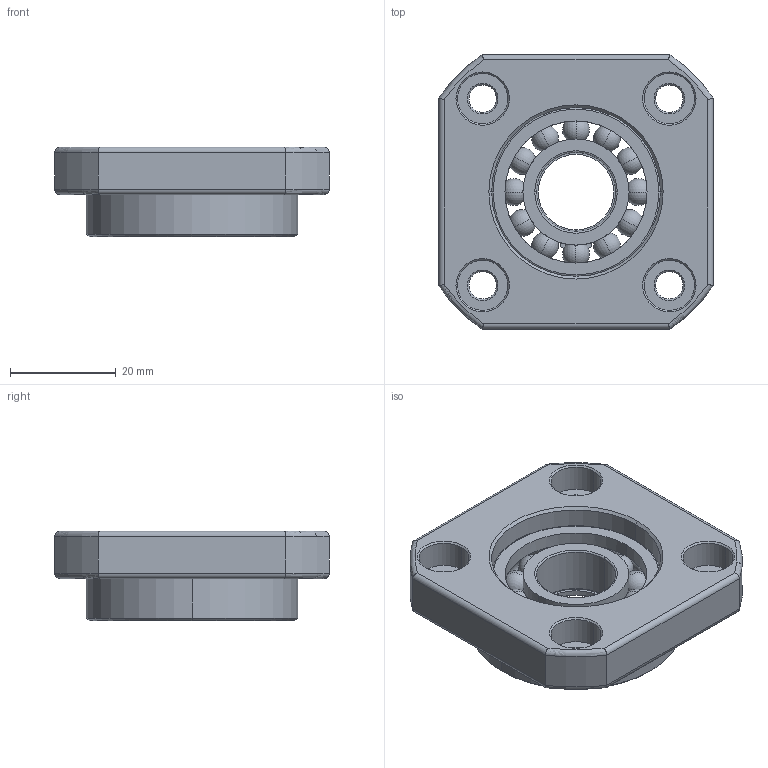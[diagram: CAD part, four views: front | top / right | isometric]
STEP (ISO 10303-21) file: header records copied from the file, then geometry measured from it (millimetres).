
FILE_DESCRIPTION (( 'STEP AP203' ), '1' );
FILE_NAME ('GFF15.STEP', '2013-10-07T10:28:34', ( 'user' ), ( '' ), 'SwSTEP 2.0', 'SolidWorks 2013', '' );
FILE_SCHEMA (( 'CONFIG_CONTROL_DESIGN' ));
Length unit declared in the file: millimetre
Products named in the file (1): GFF15
Bounding box: 52 x 52 x 17 mm (x, y, z)
Surface area: 11797.1 mm2 (no closed solid volume)
Topology: 0 solids, 11 shells, 170 faces, 1058 edges, 844 vertices
Faces by surface type: cylinder 56, plane 36, cone 30, torus 24, sphere 24
Entity records: 11151 total; most frequent: CARTESIAN_POINT 3785, ORIENTED_EDGE 1442, DIRECTION 1412, EDGE_CURVE 986, VERTEX_POINT 796, AXIS2_PLACEMENT_3D 503, LINE 406, VECTOR 406
